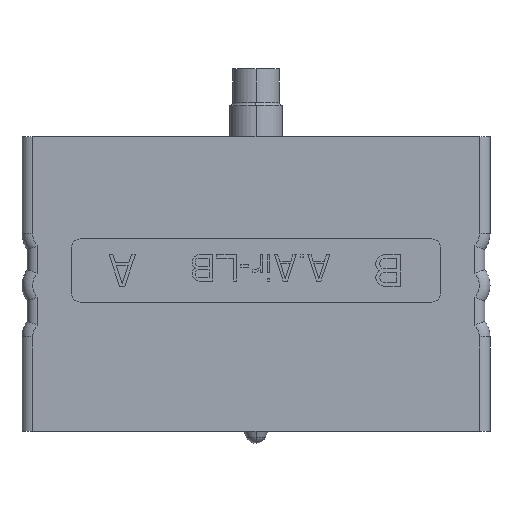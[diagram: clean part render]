
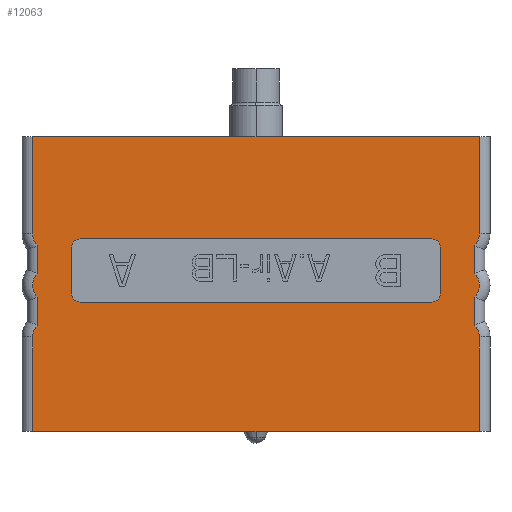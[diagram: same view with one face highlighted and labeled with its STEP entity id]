
A CAD part, front view. The second image highlights one B-rep face of the part: STEP entity #12063.
In plain terms, the highlighted planar face has unit normal (0, -1, 0).
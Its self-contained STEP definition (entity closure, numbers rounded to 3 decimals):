
#1=DIRECTION('',(-1.,0.,0.));
#2=VECTOR('',#1,42.42);
#3=CARTESIAN_POINT('',(21.21,-7.9,-13.85));
#4=LINE('',#3,#2);
#5=DIRECTION('',(1.,0.,0.));
#6=VECTOR('',#5,42.42);
#7=CARTESIAN_POINT('',(-21.21,-7.9,14.11));
#8=LINE('',#7,#6);
#9=DIRECTION('',(0.,0.,1.));
#10=VECTOR('',#9,4.4);
#11=CARTESIAN_POINT('',(17.5,-7.9,-0.79));
#12=LINE('',#11,#10);
#13=CARTESIAN_POINT('',(16.7,-7.9,3.61));
#14=DIRECTION('',(0.,-1.,0.));
#15=DIRECTION('',(1.,0.,0.));
#16=AXIS2_PLACEMENT_3D('',#13,#14,#15);
#18=DIRECTION('',(-1.,0.,0.));
#19=VECTOR('',#18,33.4);
#20=CARTESIAN_POINT('',(16.7,-7.9,4.41));
#21=LINE('',#20,#19);
#22=CARTESIAN_POINT('',(-16.7,-7.9,3.61));
#23=DIRECTION('',(0.,-1.,0.));
#24=DIRECTION('',(0.,0.,1.));
#25=AXIS2_PLACEMENT_3D('',#22,#23,#24);
#27=DIRECTION('',(0.,0.,-1.));
#28=VECTOR('',#27,4.4);
#29=CARTESIAN_POINT('',(-17.5,-7.9,3.61));
#30=LINE('',#29,#28);
#31=CARTESIAN_POINT('',(-16.7,-7.9,-0.79));
#32=DIRECTION('',(0.,-1.,0.));
#33=DIRECTION('',(-1.,0.,0.));
#34=AXIS2_PLACEMENT_3D('',#31,#32,#33);
#36=DIRECTION('',(1.,0.,0.));
#37=VECTOR('',#36,33.4);
#38=CARTESIAN_POINT('',(-16.7,-7.9,-1.59));
#39=LINE('',#38,#37);
#40=CARTESIAN_POINT('',(16.7,-7.9,-0.79));
#41=DIRECTION('',(0.,-1.,0.));
#42=DIRECTION('',(0.,0.,-1.));
#43=AXIS2_PLACEMENT_3D('',#40,#41,#42);
#45=DIRECTION('',(0.,0.,1.));
#46=VECTOR('',#45,9.21);
#47=CARTESIAN_POINT('',(21.21,-7.9,4.9));
#48=LINE('',#47,#46);
#1210=DIRECTION('',(0.,0.,-1.));
#1211=VECTOR('',#1210,9.21);
#1212=CARTESIAN_POINT('',(-21.21,-7.9,14.11));
#1213=LINE('',#1212,#1211);
#1223=CARTESIAN_POINT('',(-19.71,-7.9,4.9));
#1224=DIRECTION('',(0.,-1.,0.));
#1225=DIRECTION('',(-1.,0.,0.));
#1226=AXIS2_PLACEMENT_3D('',#1223,#1224,#1225);
#1238=DIRECTION('',(0.,0.,-1.));
#1239=VECTOR('',#1238,2.664);
#1240=CARTESIAN_POINT('',(-20.71,-7.9,3.782));
#1241=LINE('',#1240,#1239);
#1262=CARTESIAN_POINT('',(-19.71,-7.9,0.));
#1263=DIRECTION('',(0.,-1.,0.));
#1264=DIRECTION('',(-0.667,0.,0.745));
#1265=AXIS2_PLACEMENT_3D('',#1262,#1263,#1264);
#1288=DIRECTION('',(0.,0.,-1.));
#1289=VECTOR('',#1288,2.664);
#1290=CARTESIAN_POINT('',(-20.71,-7.9,-1.118));
#1291=LINE('',#1290,#1289);
#1312=CARTESIAN_POINT('',(-19.71,-7.9,-4.9));
#1313=DIRECTION('',(0.,-1.,0.));
#1314=DIRECTION('',(-0.667,0.,0.745));
#1315=AXIS2_PLACEMENT_3D('',#1312,#1313,#1314);
#1338=DIRECTION('',(0.,0.,-1.));
#1339=VECTOR('',#1338,8.95);
#1340=CARTESIAN_POINT('',(-21.21,-7.9,-4.9));
#1341=LINE('',#1340,#1339);
#1380=DIRECTION('',(0.,0.,1.));
#1381=VECTOR('',#1380,8.95);
#1382=CARTESIAN_POINT('',(21.21,-7.9,-13.85));
#1383=LINE('',#1382,#1381);
#1393=CARTESIAN_POINT('',(19.71,-7.9,-4.9));
#1394=DIRECTION('',(0.,-1.,0.));
#1395=DIRECTION('',(1.,0.,0.));
#1396=AXIS2_PLACEMENT_3D('',#1393,#1394,#1395);
#1408=DIRECTION('',(0.,0.,1.));
#1409=VECTOR('',#1408,2.664);
#1410=CARTESIAN_POINT('',(20.71,-7.9,-3.782));
#1411=LINE('',#1410,#1409);
#1432=CARTESIAN_POINT('',(19.71,-7.9,0.));
#1433=DIRECTION('',(0.,-1.,0.));
#1434=DIRECTION('',(0.667,0.,-0.745));
#1435=AXIS2_PLACEMENT_3D('',#1432,#1433,#1434);
#1458=DIRECTION('',(0.,0.,1.));
#1459=VECTOR('',#1458,2.664);
#1460=CARTESIAN_POINT('',(20.71,-7.9,1.118));
#1461=LINE('',#1460,#1459);
#1482=CARTESIAN_POINT('',(19.71,-7.9,4.9));
#1483=DIRECTION('',(0.,-1.,0.));
#1484=DIRECTION('',(0.667,0.,-0.745));
#1485=AXIS2_PLACEMENT_3D('',#1482,#1483,#1484);
#9532=CARTESIAN_POINT('',(21.21,-7.9,4.9));
#9533=CARTESIAN_POINT('',(21.21,-7.9,14.11));
#9534=VERTEX_POINT('',#9532);
#9535=VERTEX_POINT('',#9533);
#9540=CARTESIAN_POINT('',(20.71,-7.9,3.782));
#9541=VERTEX_POINT('',#9540);
#9544=CARTESIAN_POINT('',(20.71,-7.9,1.118));
#9545=VERTEX_POINT('',#9544);
#9548=CARTESIAN_POINT('',(20.71,-7.9,-1.118));
#9549=VERTEX_POINT('',#9548);
#9552=CARTESIAN_POINT('',(20.71,-7.9,-3.782));
#9553=VERTEX_POINT('',#9552);
#9556=CARTESIAN_POINT('',(21.21,-7.9,-4.9));
#9557=VERTEX_POINT('',#9556);
#9560=CARTESIAN_POINT('',(21.21,-7.9,-13.85));
#9561=VERTEX_POINT('',#9560);
#9564=CARTESIAN_POINT('',(-21.21,-7.9,14.11));
#9565=VERTEX_POINT('',#9564);
#9566=CARTESIAN_POINT('',(-21.21,-7.9,-13.85));
#9567=VERTEX_POINT('',#9566);
#9600=CARTESIAN_POINT('',(-21.21,-7.9,-4.9));
#9601=VERTEX_POINT('',#9600);
#9606=CARTESIAN_POINT('',(-20.71,-7.9,-3.782));
#9607=VERTEX_POINT('',#9606);
#9610=CARTESIAN_POINT('',(-20.71,-7.9,-1.118));
#9611=VERTEX_POINT('',#9610);
#9614=CARTESIAN_POINT('',(-20.71,-7.9,1.118));
#9615=VERTEX_POINT('',#9614);
#9618=CARTESIAN_POINT('',(-20.71,-7.9,3.782));
#9619=VERTEX_POINT('',#9618);
#9622=CARTESIAN_POINT('',(-21.21,-7.9,4.9));
#9623=VERTEX_POINT('',#9622);
#10134=CARTESIAN_POINT('',(17.5,-7.9,-0.79));
#10135=CARTESIAN_POINT('',(17.5,-7.9,3.61));
#10136=VERTEX_POINT('',#10134);
#10137=VERTEX_POINT('',#10135);
#10138=CARTESIAN_POINT('',(16.7,-7.9,4.41));
#10139=VERTEX_POINT('',#10138);
#10140=CARTESIAN_POINT('',(-16.7,-7.9,4.41));
#10141=VERTEX_POINT('',#10140);
#10142=CARTESIAN_POINT('',(-17.5,-7.9,3.61));
#10143=VERTEX_POINT('',#10142);
#10144=CARTESIAN_POINT('',(-17.5,-7.9,-0.79));
#10145=VERTEX_POINT('',#10144);
#10146=CARTESIAN_POINT('',(-16.7,-7.9,-1.59));
#10147=VERTEX_POINT('',#10146);
#10148=CARTESIAN_POINT('',(16.7,-7.9,-1.59));
#10149=VERTEX_POINT('',#10148);
#12006=CARTESIAN_POINT('',(0.,-7.9,0.));
#12007=DIRECTION('',(0.,1.,0.));
#12008=DIRECTION('',(1.,0.,0.));
#12009=AXIS2_PLACEMENT_3D('',#12006,#12007,#12008);
#12010=PLANE('',#12009);
#12012=ORIENTED_EDGE('',*,*,#12011,.F.);
#12014=ORIENTED_EDGE('',*,*,#12013,.F.);
#12016=ORIENTED_EDGE('',*,*,#12015,.F.);
#12018=ORIENTED_EDGE('',*,*,#12017,.F.);
#12020=ORIENTED_EDGE('',*,*,#12019,.F.);
#12022=ORIENTED_EDGE('',*,*,#12021,.F.);
#12024=ORIENTED_EDGE('',*,*,#12023,.F.);
#12026=ORIENTED_EDGE('',*,*,#12025,.T.);
#12028=ORIENTED_EDGE('',*,*,#12027,.F.);
#12030=ORIENTED_EDGE('',*,*,#12029,.F.);
#12032=ORIENTED_EDGE('',*,*,#12031,.F.);
#12034=ORIENTED_EDGE('',*,*,#12033,.F.);
#12036=ORIENTED_EDGE('',*,*,#12035,.F.);
#12038=ORIENTED_EDGE('',*,*,#12037,.F.);
#12040=ORIENTED_EDGE('',*,*,#12039,.F.);
#12042=ORIENTED_EDGE('',*,*,#12041,.T.);
#12043=EDGE_LOOP('',(#12012,#12014,#12016,#12018,#12020,#12022,#12024,#12026,
#12028,#12030,#12032,#12034,#12036,#12038,#12040,#12042));
#12044=FACE_OUTER_BOUND('',#12043,.F.);
#12046=ORIENTED_EDGE('',*,*,#12045,.T.);
#12048=ORIENTED_EDGE('',*,*,#12047,.T.);
#12050=ORIENTED_EDGE('',*,*,#12049,.T.);
#12052=ORIENTED_EDGE('',*,*,#12051,.T.);
#12054=ORIENTED_EDGE('',*,*,#12053,.T.);
#12056=ORIENTED_EDGE('',*,*,#12055,.T.);
#12058=ORIENTED_EDGE('',*,*,#12057,.T.);
#12060=ORIENTED_EDGE('',*,*,#12059,.T.);
#12061=EDGE_LOOP('',(#12046,#12048,#12050,#12052,#12054,#12056,#12058,#12060));
#12062=FACE_BOUND('',#12061,.F.);
#12063=ADVANCED_FACE('',(#12044,#12062),#12010,.F.);
#17=CIRCLE('',#16,0.8);
#26=CIRCLE('',#25,0.8);
#35=CIRCLE('',#34,0.8);
#44=CIRCLE('',#43,0.8);
#1227=CIRCLE('',#1226,1.5);
#1266=CIRCLE('',#1265,1.5);
#1316=CIRCLE('',#1315,1.5);
#1397=CIRCLE('',#1396,1.5);
#1436=CIRCLE('',#1435,1.5);
#1486=CIRCLE('',#1485,1.5);
#12011=EDGE_CURVE('',#9534,#9535,#48,.T.);
#12013=EDGE_CURVE('',#9541,#9534,#1486,.T.);
#12015=EDGE_CURVE('',#9545,#9541,#1461,.T.);
#12017=EDGE_CURVE('',#9549,#9545,#1436,.T.);
#12019=EDGE_CURVE('',#9553,#9549,#1411,.T.);
#12021=EDGE_CURVE('',#9557,#9553,#1397,.T.);
#12023=EDGE_CURVE('',#9561,#9557,#1383,.T.);
#12025=EDGE_CURVE('',#9561,#9567,#4,.T.);
#12027=EDGE_CURVE('',#9601,#9567,#1341,.T.);
#12029=EDGE_CURVE('',#9607,#9601,#1316,.T.);
#12031=EDGE_CURVE('',#9611,#9607,#1291,.T.);
#12033=EDGE_CURVE('',#9615,#9611,#1266,.T.);
#12035=EDGE_CURVE('',#9619,#9615,#1241,.T.);
#12037=EDGE_CURVE('',#9623,#9619,#1227,.T.);
#12039=EDGE_CURVE('',#9565,#9623,#1213,.T.);
#12041=EDGE_CURVE('',#9565,#9535,#8,.T.);
#12045=EDGE_CURVE('',#10136,#10137,#12,.T.);
#12047=EDGE_CURVE('',#10137,#10139,#17,.T.);
#12049=EDGE_CURVE('',#10139,#10141,#21,.T.);
#12051=EDGE_CURVE('',#10141,#10143,#26,.T.);
#12053=EDGE_CURVE('',#10143,#10145,#30,.T.);
#12055=EDGE_CURVE('',#10145,#10147,#35,.T.);
#12057=EDGE_CURVE('',#10147,#10149,#39,.T.);
#12059=EDGE_CURVE('',#10149,#10136,#44,.T.);
